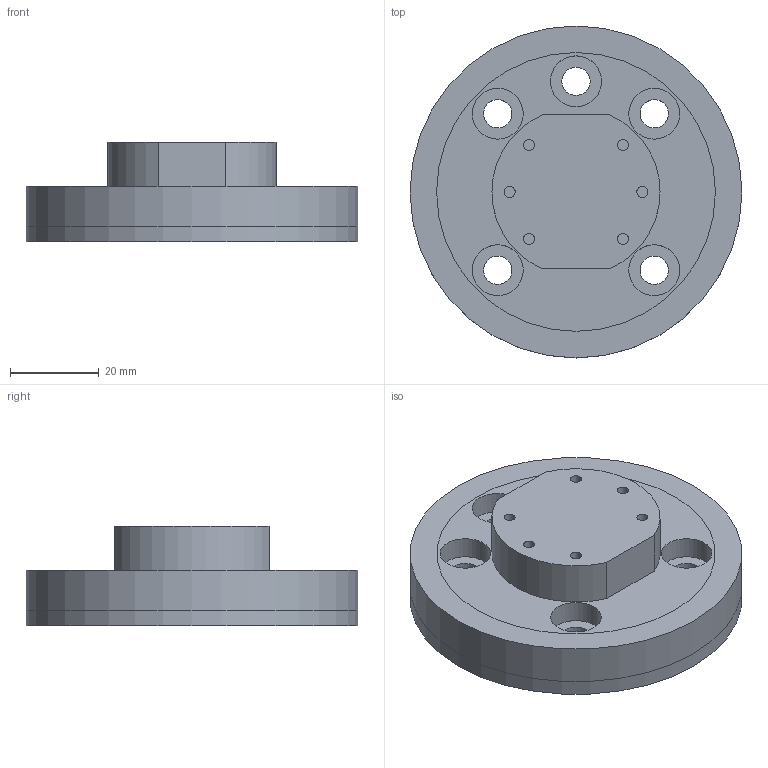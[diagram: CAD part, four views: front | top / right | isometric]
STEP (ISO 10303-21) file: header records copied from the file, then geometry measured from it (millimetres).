
FILE_DESCRIPTION(('FreeCAD Model'),'2;1');
FILE_NAME('Open CASCADE Shape Model','2023-12-18T17:44:55',(''),(''), 'Open CASCADE STEP processor 7.6','FreeCAD','Unknown');
FILE_SCHEMA(('AUTOMOTIVE_DESIGN { 1 0 10303 214 1 1 1 1 }'));
Length unit declared in the file: millimetre
Products named in the file (1): INRIA_custom_interface
Bounding box: 75 x 75 x 22.5 mm (x, y, z)
Volume: 51791 mm3; surface area: 15113.5 mm2
Topology: 1 solids, 1 shells, 39 faces, 69 edges, 46 vertices
Faces by surface type: cylinder 21, plane 18
Full cylindrical faces by diameter (mm): 2.5 x6, 6.4 x5, 11.5 x5, 63 x1, 75 x2
Entity records: 1913 total; most frequent: DIRECTION 326, CARTESIAN_POINT 311, ORIENTED_EDGE 138, PCURVE 138, DEFINITIONAL_REPRESENTATION 138, LINE 123, VECTOR 123, AXIS2_PLACEMENT_3D 82
